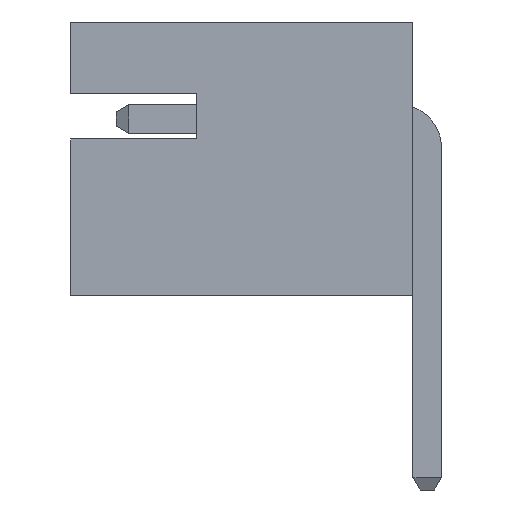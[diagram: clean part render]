
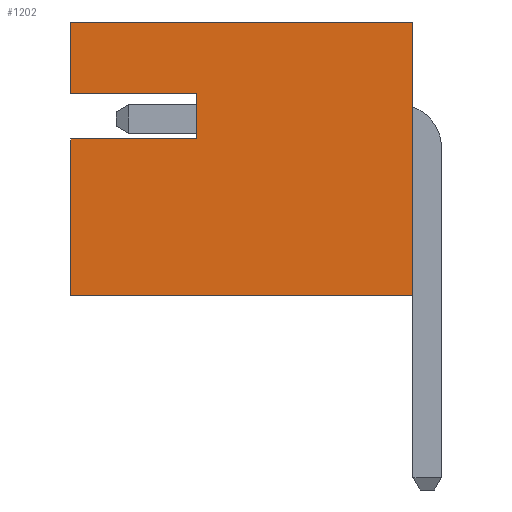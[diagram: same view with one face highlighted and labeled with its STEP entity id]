
A CAD part, left-side view. The second image highlights one B-rep face of the part: STEP entity #1202.
In plain terms, the highlighted planar face has unit normal (-1, 0, 0).
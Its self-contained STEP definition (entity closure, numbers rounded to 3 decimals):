
#1202=ADVANCED_FACE('',(#2206),#2208,.T.);
#2206=FACE_BOUND('',#2207,.T.);
#2207=EDGE_LOOP('',(#3042,#3043,#3044,#3045,#3046,#3047,#3048,#3049));
#2208=PLANE('',#2209);
#2209=AXIS2_PLACEMENT_3D('',#2210,#2211,#2212);
#2210=CARTESIAN_POINT('',(-30.,0.25,0.));
#2211=DIRECTION('',(-1.,0.,0.));
#2212=DIRECTION('',(0.,0.,1.));
#3042=ORIENTED_EDGE('',*,*,#3572,.T.);
#3043=ORIENTED_EDGE('',*,*,#3573,.T.);
#3044=ORIENTED_EDGE('',*,*,#3574,.F.);
#3045=ORIENTED_EDGE('',*,*,#3496,.F.);
#3046=ORIENTED_EDGE('',*,*,#3552,.T.);
#3047=ORIENTED_EDGE('',*,*,#3565,.T.);
#3048=ORIENTED_EDGE('',*,*,#3575,.F.);
#3049=ORIENTED_EDGE('',*,*,#3576,.T.);
#3496=EDGE_CURVE('',#4007,#4009,#4010,.T.);
#3552=EDGE_CURVE('',#4007,#4076,#4078,.T.);
#3565=EDGE_CURVE('',#4076,#4101,#4103,.T.);
#3572=EDGE_CURVE('',#4114,#4115,#4116,.F.);
#3573=EDGE_CURVE('',#4115,#4117,#4118,.F.);
#3574=EDGE_CURVE('',#4009,#4117,#4119,.T.);
#3575=EDGE_CURVE('',#4120,#4101,#4121,.T.);
#3576=EDGE_CURVE('',#4120,#4114,#4122,.F.);
#4007=VERTEX_POINT('',#4957);
#4009=VERTEX_POINT('',#4961);
#4010=LINE('',#4962,#4963);
#4076=VERTEX_POINT('',#5138);
#4078=LINE('',#5142,#5143);
#4101=VERTEX_POINT('',#5189);
#4103=LINE('',#5193,#5194);
#4114=VERTEX_POINT('',#5218);
#4115=VERTEX_POINT('',#5219);
#4116=LINE('',#5220,#5221);
#4117=VERTEX_POINT('',#5223);
#4118=LINE('',#5224,#5225);
#4119=LINE('',#5227,#5228);
#4120=VERTEX_POINT('',#5230);
#4121=LINE('',#5231,#5232);
#4122=LINE('',#5234,#5235);
#4957=CARTESIAN_POINT('',(-30.,0.25,0.));
#4961=CARTESIAN_POINT('',(-30.,6.25,0.));
#4962=CARTESIAN_POINT('',(-30.,0.25,0.));
#4963=VECTOR('',#4964,1.);
#4964=DIRECTION('',(0.,1.,0.));
#5138=CARTESIAN_POINT('',(-30.,0.25,4.8));
#5142=CARTESIAN_POINT('',(-30.,0.25,0.));
#5143=VECTOR('',#5144,1.);
#5144=DIRECTION('',(0.,0.,1.));
#5189=CARTESIAN_POINT('',(-30.,6.25,4.8));
#5193=CARTESIAN_POINT('',(-30.,0.25,4.8));
#5194=VECTOR('',#5195,1.);
#5195=DIRECTION('',(0.,1.,0.));
#5218=CARTESIAN_POINT('',(-30.,4.05,3.55));
#5219=CARTESIAN_POINT('',(-30.,4.05,2.75));
#5220=CARTESIAN_POINT('',(-30.,4.05,2.75));
#5221=VECTOR('',#5222,1.);
#5222=DIRECTION('',(0.,0.,1.));
#5223=CARTESIAN_POINT('',(-30.,6.25,2.75));
#5224=CARTESIAN_POINT('',(-30.,6.25,2.75));
#5225=VECTOR('',#5226,1.);
#5226=DIRECTION('',(0.,-1.,0.));
#5227=CARTESIAN_POINT('',(-30.,6.25,0.));
#5228=VECTOR('',#5229,1.);
#5229=DIRECTION('',(0.,0.,1.));
#5230=CARTESIAN_POINT('',(-30.,6.25,3.55));
#5231=CARTESIAN_POINT('',(-30.,6.25,3.55));
#5232=VECTOR('',#5233,1.);
#5233=DIRECTION('',(0.,0.,1.));
#5234=CARTESIAN_POINT('',(-30.,4.05,3.55));
#5235=VECTOR('',#5236,1.);
#5236=DIRECTION('',(0.,1.,0.));
